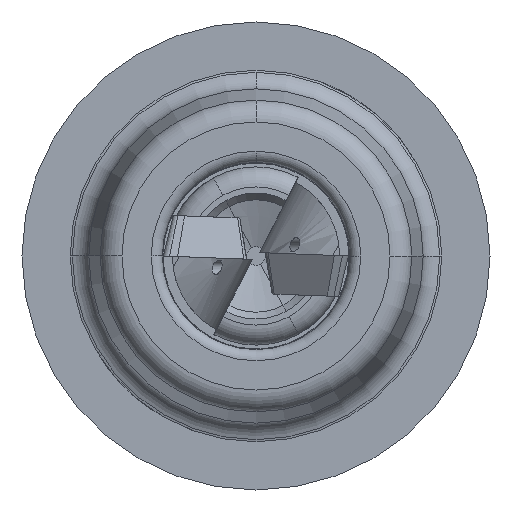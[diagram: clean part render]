
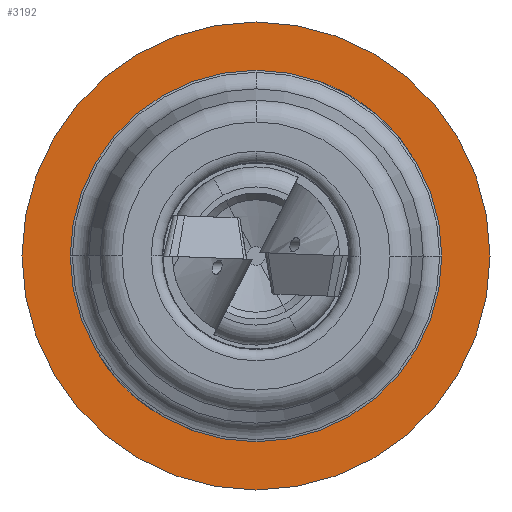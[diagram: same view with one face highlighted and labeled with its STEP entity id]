
A CAD part, front view. The second image highlights one B-rep face of the part: STEP entity #3192.
In plain terms, the highlighted face is planar.
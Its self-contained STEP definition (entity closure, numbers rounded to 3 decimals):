
#284=CIRCLE('',#3396,25.);
#338=CIRCLE('',#3472,31.5);
#339=CIRCLE('',#3474,31.5);
#340=CIRCLE('',#3475,25.);
#475=PLANE('',#3473);
#976=VERTEX_POINT('',#5479);
#978=VERTEX_POINT('',#5483);
#1033=VERTEX_POINT('',#5638);
#1035=VERTEX_POINT('',#5642);
#1415=EDGE_CURVE('',#976,#978,#284,.T.);
#1495=EDGE_CURVE('',#1033,#1035,#338,.T.);
#1496=EDGE_CURVE('',#1035,#1033,#339,.T.);
#1497=EDGE_CURVE('',#978,#976,#340,.T.);
#2158=ORIENTED_EDGE('',*,*,#1495,.T.);
#2159=ORIENTED_EDGE('',*,*,#1496,.T.);
#2160=ORIENTED_EDGE('',*,*,#1415,.T.);
#2161=ORIENTED_EDGE('',*,*,#1497,.T.);
#2773=EDGE_LOOP('',(#2158,#2159));
#2774=EDGE_LOOP('',(#2160,#2161));
#2987=FACE_BOUND('',#2773,.T.);
#2988=FACE_BOUND('',#2774,.T.);
#3192=ADVANCED_FACE('',(#2987,#2988),#475,.T.);
#3396=AXIS2_PLACEMENT_3D('',#5484,#3919,#3920);
#3472=AXIS2_PLACEMENT_3D('',#5643,#4088,#4089);
#3473=AXIS2_PLACEMENT_3D('',#5644,#4090,$);
#3474=AXIS2_PLACEMENT_3D('',#5645,#4091,#4092);
#3475=AXIS2_PLACEMENT_3D('',#5646,#4093,#4094);
#3919=DIRECTION('',(-1.,0.,0.));
#3920=DIRECTION('',(0.,0.,-25.));
#4088=DIRECTION('',(1.,0.,0.));
#4089=DIRECTION('',(0.,31.5,0.));
#4090=DIRECTION('',(1.,0.,0.));
#4091=DIRECTION('',(1.,0.,0.));
#4092=DIRECTION('',(0.,31.5,0.));
#4093=DIRECTION('',(-1.,0.,0.));
#4094=DIRECTION('',(0.,0.,-25.));
#5479=CARTESIAN_POINT('',(2.,0.,-25.));
#5483=CARTESIAN_POINT('',(2.,0.,25.));
#5484=CARTESIAN_POINT('',(2.,0.,0.));
#5638=CARTESIAN_POINT('',(2.,31.5,0.));
#5642=CARTESIAN_POINT('',(2.,-31.5,0.));
#5643=CARTESIAN_POINT('',(2.,0.,0.));
#5644=CARTESIAN_POINT('',(2.,15.75,0.));
#5645=CARTESIAN_POINT('',(2.,0.,0.));
#5646=CARTESIAN_POINT('',(2.,0.,0.));
